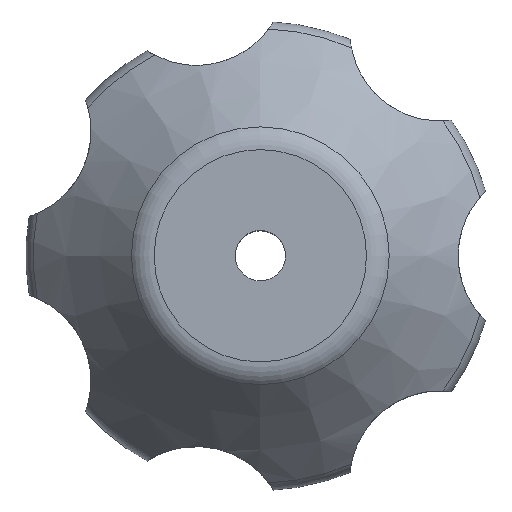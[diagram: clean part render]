
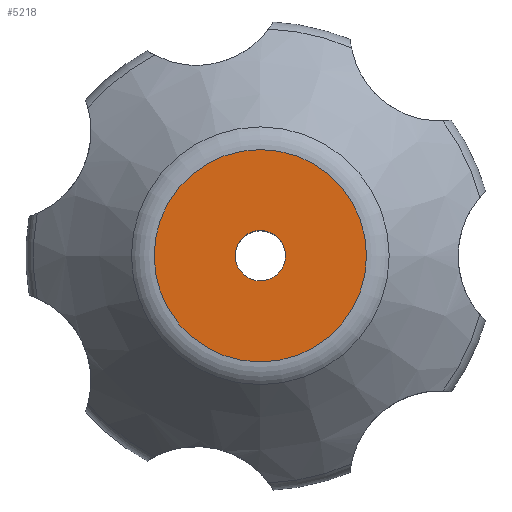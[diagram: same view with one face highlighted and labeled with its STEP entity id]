
A CAD part, top view. The second image highlights one B-rep face of the part: STEP entity #5218.
In plain terms, the highlighted planar face has unit normal (0, 0, 1).
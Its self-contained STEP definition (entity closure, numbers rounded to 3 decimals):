
#175 = TOROIDAL_SURFACE('',#176,17.709,5.);
#176 = AXIS2_PLACEMENT_3D('',#177,#178,#179);
#177 = CARTESIAN_POINT('',(0.,0.,24.));
#178 = DIRECTION('',(0.,0.,1.));
#179 = DIRECTION('',(1.,0.,0.));
#5121 = VERTEX_POINT('',#5122);
#5122 = CARTESIAN_POINT('',(17.709,0.,29.));
#5144 = EDGE_CURVE('',#5121,#5121,#5145,.T.);
#5145 = SURFACE_CURVE('',#5146,(#5151,#5158),.PCURVE_S1.);
#5146 = CIRCLE('',#5147,17.709);
#5147 = AXIS2_PLACEMENT_3D('',#5148,#5149,#5150);
#5148 = CARTESIAN_POINT('',(0.,0.,29.));
#5149 = DIRECTION('',(-0.,0.,1.));
#5150 = DIRECTION('',(1.,0.,0.));
#5151 = PCURVE('',#175,#5152);
#5152 = DEFINITIONAL_REPRESENTATION('',(#5153),#5157);
#5153 = LINE('',#5154,#5155);
#5154 = CARTESIAN_POINT('',(0.,1.571));
#5155 = VECTOR('',#5156,1.);
#5156 = DIRECTION('',(1.,0.));
#5157 = ( GEOMETRIC_REPRESENTATION_CONTEXT(2) 
PARAMETRIC_REPRESENTATION_CONTEXT() REPRESENTATION_CONTEXT('2D SPACE',''
  ) );
#5158 = PCURVE('',#5159,#5164);
#5159 = PLANE('',#5160);
#5160 = AXIS2_PLACEMENT_3D('',#5161,#5162,#5163);
#5161 = CARTESIAN_POINT('',(0.,0.,29.));
#5162 = DIRECTION('',(0.,0.,1.));
#5163 = DIRECTION('',(1.,0.,0.));
#5164 = DEFINITIONAL_REPRESENTATION('',(#5165),#5169);
#5165 = CIRCLE('',#5166,17.709);
#5166 = AXIS2_PLACEMENT_2D('',#5167,#5168);
#5167 = CARTESIAN_POINT('',(0.,0.));
#5168 = DIRECTION('',(1.,0.));
#5169 = ( GEOMETRIC_REPRESENTATION_CONTEXT(2) 
PARAMETRIC_REPRESENTATION_CONTEXT() REPRESENTATION_CONTEXT('2D SPACE',''
  ) );
#5207 = CYLINDRICAL_SURFACE('',#5208,4.2);
#5208 = AXIS2_PLACEMENT_3D('',#5209,#5210,#5211);
#5209 = CARTESIAN_POINT('',(0.,0.,0.));
#5210 = DIRECTION('',(0.,0.,1.));
#5211 = DIRECTION('',(1.,0.,0.));
#5218 = ADVANCED_FACE('',(#5219,#5222),#5159,.T.);
#5219 = FACE_BOUND('',#5220,.T.);
#5220 = EDGE_LOOP('',(#5221));
#5221 = ORIENTED_EDGE('',*,*,#5144,.T.);
#5222 = FACE_BOUND('',#5223,.T.);
#5223 = EDGE_LOOP('',(#5224));
#5224 = ORIENTED_EDGE('',*,*,#5225,.F.);
#5225 = EDGE_CURVE('',#5226,#5226,#5228,.T.);
#5226 = VERTEX_POINT('',#5227);
#5227 = CARTESIAN_POINT('',(4.2,0.,29.));
#5228 = SURFACE_CURVE('',#5229,(#5234,#5241),.PCURVE_S1.);
#5229 = CIRCLE('',#5230,4.2);
#5230 = AXIS2_PLACEMENT_3D('',#5231,#5232,#5233);
#5231 = CARTESIAN_POINT('',(0.,0.,29.));
#5232 = DIRECTION('',(0.,0.,1.));
#5233 = DIRECTION('',(1.,0.,-0.));
#5234 = PCURVE('',#5159,#5235);
#5235 = DEFINITIONAL_REPRESENTATION('',(#5236),#5240);
#5236 = CIRCLE('',#5237,4.2);
#5237 = AXIS2_PLACEMENT_2D('',#5238,#5239);
#5238 = CARTESIAN_POINT('',(0.,0.));
#5239 = DIRECTION('',(1.,0.));
#5240 = ( GEOMETRIC_REPRESENTATION_CONTEXT(2) 
PARAMETRIC_REPRESENTATION_CONTEXT() REPRESENTATION_CONTEXT('2D SPACE',''
  ) );
#5241 = PCURVE('',#5207,#5242);
#5242 = DEFINITIONAL_REPRESENTATION('',(#5243),#5247);
#5243 = LINE('',#5244,#5245);
#5244 = CARTESIAN_POINT('',(0.,29.));
#5245 = VECTOR('',#5246,1.);
#5246 = DIRECTION('',(1.,0.));
#5247 = ( GEOMETRIC_REPRESENTATION_CONTEXT(2) 
PARAMETRIC_REPRESENTATION_CONTEXT() REPRESENTATION_CONTEXT('2D SPACE',''
  ) );
